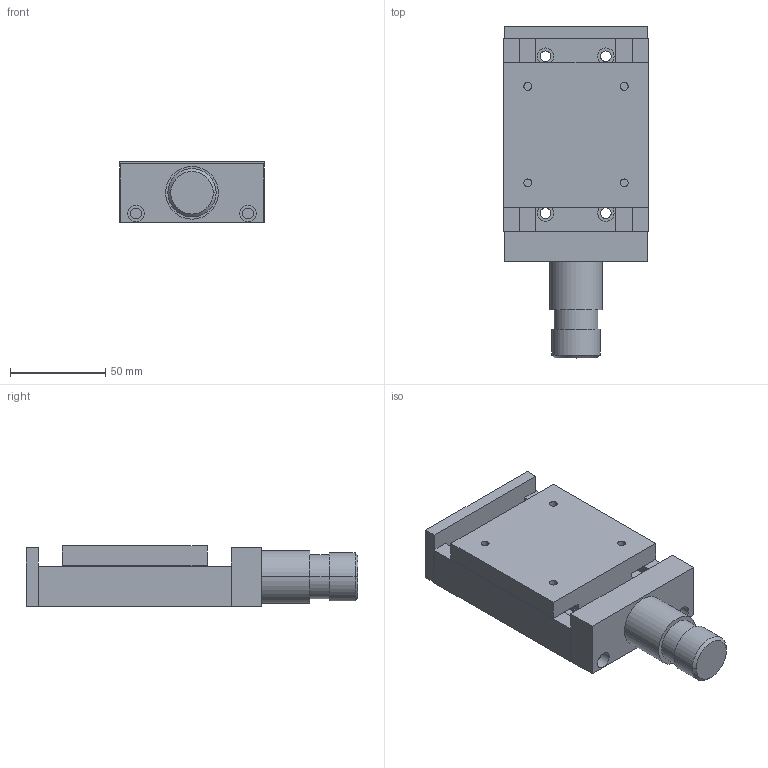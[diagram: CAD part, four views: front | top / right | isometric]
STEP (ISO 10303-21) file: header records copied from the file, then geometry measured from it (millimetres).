
FILE_DESCRIPTION((''),'2;1');
FILE_NAME('LAC3-4-1.stp','2003-09-07T00:11:24',('fran'),(''),'Autodesk Inventor (tm) 5.3','Autodesk Inventor (tm) 5.3','');
FILE_SCHEMA(('CONFIG_CONTROL_DESIGN'));
Length unit declared in the file: inch
Products named in the file (10): LAC3-4-1; LAC3-4-1 BOTTOM_PLATE; LAC3-4-1 TOP_BASE; LAC3-4-1 RAIL_A; LAC3-4-1 RAIL_B; LAC3-4-1 RAIL_C; LAC3-4-1 RAIL_D; LAC3-4-1 END_PLATE_A; LAC3-4-1 END_PLATE_B; LAC3-4-1 DIAL_KNOB
Assembly tree (9 placements, depth 2):
  LAC3-4-1
    LAC3-4-1 BOTTOM_PLATE
    LAC3-4-1 TOP_BASE
    LAC3-4-1 RAIL_A
    LAC3-4-1 RAIL_B
    LAC3-4-1 RAIL_C
    LAC3-4-1 RAIL_D
    LAC3-4-1 END_PLATE_A
    LAC3-4-1 END_PLATE_B
    LAC3-4-1 DIAL_KNOB
Bounding box: 76.2 x 174.62 x 31.75 mm (x, y, z)
Volume: 263511.9 mm3; surface area: 72961.4 mm2
Topology: 9 solids, 9 shells, 172 faces, 430 edges, 286 vertices
Faces by surface type: plane 108, bspline 56, cylinder 6, cone 2
Entity records: 7137 total; most frequent: CARTESIAN_POINT 1747, ORIENTED_EDGE 860, DIRECTION 810, EDGE_CURVE 430, VECTOR 320, LINE 320, VERTEX_POINT 286, AXIS2_PLACEMENT_3D 245
